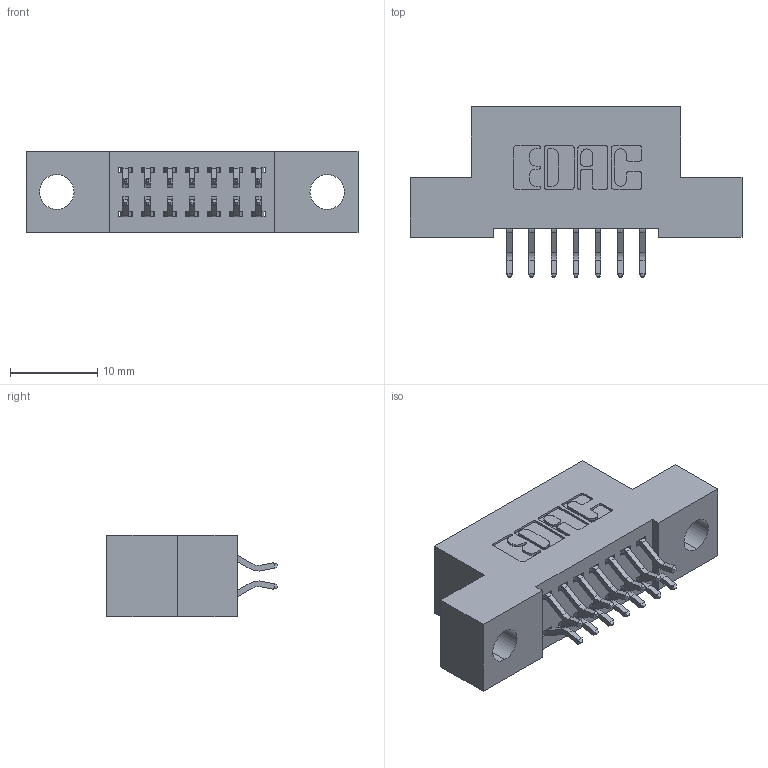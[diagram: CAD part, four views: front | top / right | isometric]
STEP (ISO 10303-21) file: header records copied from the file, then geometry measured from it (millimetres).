
FILE_DESCRIPTION (( 'STEP AP203' ), '1' );
FILE_NAME ('342-014-556-204.STEP', '2018-08-10T18:28:15', ( '' ), ( '' ), 'SwSTEP 2.0', 'SolidWorks 2016', '' );
FILE_SCHEMA (( 'CONFIG_CONTROL_DESIGN' ));
Length unit declared in the file: inch
Products named in the file (3): 342 Part_.156 TH; 345-292-001_556 Tail; 342-014-556-204
Assembly tree (15 placements, depth 2):
  342-014-556-204
    342 Part_.156 TH
    345-292-001_556 Tail  x14
Bounding box: 38.1 x 19.58 x 9.4 mm (x, y, z)
Volume: 3170.2 mm3; surface area: 4108.5 mm2
Topology: 15 solids, 15 shells, 922 faces, 2721 edges, 1794 vertices
Faces by surface type: plane 626, cylinder 296
Entity records: 9121 total; most frequent: CARTESIAN_POINT 1566, ORIENTED_EDGE 1490, DIRECTION 1389, EDGE_CURVE 745, LINE 609, VECTOR 609, VERTEX_POINT 494, AXIS2_PLACEMENT_3D 390
